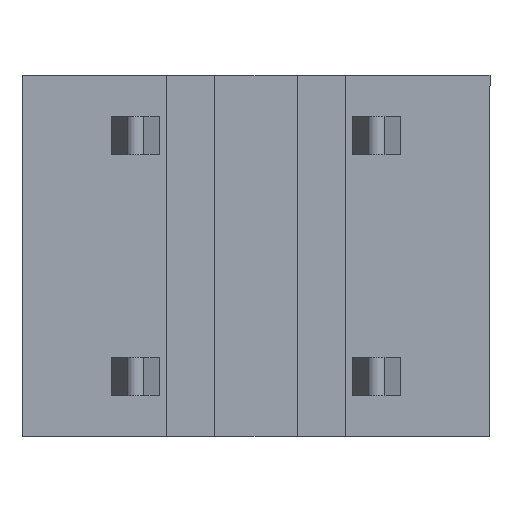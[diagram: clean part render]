
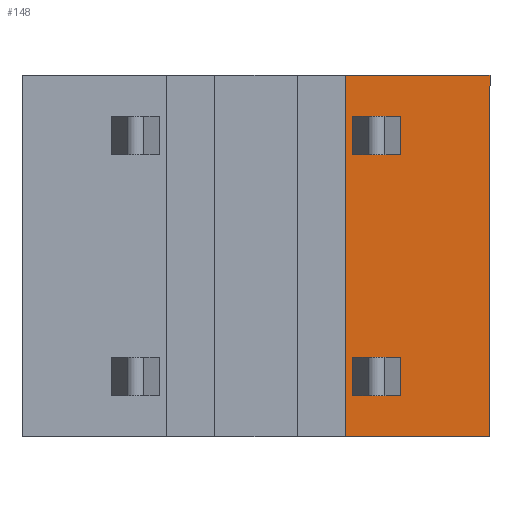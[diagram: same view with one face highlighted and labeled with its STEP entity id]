
A CAD part, front view. The second image highlights one B-rep face of the part: STEP entity #148.
In plain terms, the highlighted planar face has unit normal (0, -1, 0).
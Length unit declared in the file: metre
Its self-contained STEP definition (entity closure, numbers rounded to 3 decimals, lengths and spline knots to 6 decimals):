
#148=ADVANCED_FACE('',(#370,#371,#372),#373,.T.);
#370=FACE_OUTER_BOUND('',#674,.T.);
#371=FACE_BOUND('',#675,.T.);
#372=FACE_BOUND('',#676,.T.);
#373=PLANE('',#677);
#674=EDGE_LOOP('',(#1083,#1084,#1085,#1086));
#675=EDGE_LOOP('',(#1087,#1088,#1089,#1090));
#676=EDGE_LOOP('',(#1091,#1092,#1093,#1094));
#677=AXIS2_PLACEMENT_3D('',#1095,#1096,#1097);
#1083=ORIENTED_EDGE('',*,*,#1895,.F.);
#1084=ORIENTED_EDGE('',*,*,#1835,.T.);
#1085=ORIENTED_EDGE('',*,*,#1896,.F.);
#1086=ORIENTED_EDGE('',*,*,#1863,.T.);
#1087=ORIENTED_EDGE('',*,*,#1897,.T.);
#1088=ORIENTED_EDGE('',*,*,#1898,.F.);
#1089=ORIENTED_EDGE('',*,*,#1899,.T.);
#1090=ORIENTED_EDGE('',*,*,#1900,.T.);
#1091=ORIENTED_EDGE('',*,*,#1901,.T.);
#1092=ORIENTED_EDGE('',*,*,#1902,.T.);
#1093=ORIENTED_EDGE('',*,*,#1903,.F.);
#1094=ORIENTED_EDGE('',*,*,#1904,.T.);
#1095=CARTESIAN_POINT('',(0.0089,0.,-0.00831));
#1096=DIRECTION('',(0.,-1.0,0.));
#1097=DIRECTION('',(-1.0,0.,0.0));
#1835=EDGE_CURVE('',#2203,#2201,#2204,.T.);
#1863=EDGE_CURVE('',#2256,#2254,#2257,.T.);
#1895=EDGE_CURVE('',#2203,#2254,#2308,.T.);
#1896=EDGE_CURVE('',#2256,#2201,#2309,.T.);
#1897=EDGE_CURVE('',#2310,#2311,#2312,.T.);
#1898=EDGE_CURVE('',#2313,#2311,#2314,.T.);
#1899=EDGE_CURVE('',#2313,#2315,#2316,.T.);
#1900=EDGE_CURVE('',#2315,#2310,#2317,.T.);
#1901=EDGE_CURVE('',#2318,#2319,#2320,.T.);
#1902=EDGE_CURVE('',#2319,#2321,#2322,.T.);
#1903=EDGE_CURVE('',#2323,#2321,#2324,.T.);
#1904=EDGE_CURVE('',#2323,#2318,#2325,.T.);
#2201=VERTEX_POINT('',#2722);
#2203=VERTEX_POINT('',#2725);
#2204=LINE('',#2726,#2727);
#2254=VERTEX_POINT('',#2798);
#2256=VERTEX_POINT('',#2801);
#2257=LINE('',#2802,#2803);
#2308=LINE('',#2872,#2873);
#2309=LINE('',#2874,#2875);
#2310=VERTEX_POINT('',#2876);
#2311=VERTEX_POINT('',#2877);
#2312=LINE('',#2878,#2879);
#2313=VERTEX_POINT('',#2880);
#2314=LINE('',#2881,#2882);
#2315=VERTEX_POINT('',#2883);
#2316=LINE('',#2884,#2885);
#2317=LINE('',#2886,#2887);
#2318=VERTEX_POINT('',#2888);
#2319=VERTEX_POINT('',#2889);
#2320=LINE('',#2890,#2891);
#2321=VERTEX_POINT('',#2892);
#2322=LINE('',#2893,#2894);
#2323=VERTEX_POINT('',#2895);
#2324=LINE('',#2896,#2897);
#2325=LINE('',#2898,#2899);
#2722=CARTESIAN_POINT('',(0.0097,0.,-0.0075));
#2725=CARTESIAN_POINT('',(0.0067,0.,-0.0075));
#2726=CARTESIAN_POINT('',(0.0008,0.,-0.0075));
#2727=VECTOR('',#3384,1.0);
#2798=CARTESIAN_POINT('',(0.0067,0.,0.));
#2801=CARTESIAN_POINT('',(0.0097,0.,0.0));
#2802=CARTESIAN_POINT('',(0.0089,0.,0.0));
#2803=VECTOR('',#3419,1.0);
#2872=CARTESIAN_POINT('',(0.0067,0.,-0.0125));
#2873=VECTOR('',#3459,1.0);
#2874=CARTESIAN_POINT('',(0.0097,0.,0.00831));
#2875=VECTOR('',#3460,1.0);
#2876=CARTESIAN_POINT('',(0.00785,0.,-0.00585));
#2877=CARTESIAN_POINT('',(0.00785,0.,-0.00665));
#2878=CARTESIAN_POINT('',(0.00785,0.,-0.01831));
#2879=VECTOR('',#3461,1.0);
#2880=CARTESIAN_POINT('',(0.00685,0.,-0.00665));
#2881=CARTESIAN_POINT('',(0.00485,0.,-0.00665));
#2882=VECTOR('',#3462,1.0);
#2883=CARTESIAN_POINT('',(0.00685,0.,-0.00585));
#2884=CARTESIAN_POINT('',(0.00685,0.,-0.006651));
#2885=VECTOR('',#3463,1.0);
#2886=CARTESIAN_POINT('',(0.00485,0.,-0.00585));
#2887=VECTOR('',#3464,1.0);
#2888=CARTESIAN_POINT('',(0.00685,0.,-0.00085));
#2889=CARTESIAN_POINT('',(0.00785,0.,-0.00085));
#2890=CARTESIAN_POINT('',(0.00485,0.,-0.00085));
#2891=VECTOR('',#3465,1.0);
#2892=CARTESIAN_POINT('',(0.00785,0.,-0.00165));
#2893=CARTESIAN_POINT('',(0.00785,0.,-0.01831));
#2894=VECTOR('',#3466,1.0);
#2895=CARTESIAN_POINT('',(0.00685,0.,-0.00165));
#2896=CARTESIAN_POINT('',(0.00485,0.,-0.00165));
#2897=VECTOR('',#3467,1.0);
#2898=CARTESIAN_POINT('',(0.00685,0.,-0.001651));
#2899=VECTOR('',#3468,1.0);
#3384=DIRECTION('',(1.0,0.,0.));
#3419=DIRECTION('',(-1.0,0.,0.));
#3459=DIRECTION('',(0.,0.,1.0));
#3460=DIRECTION('',(0.,0.,-1.0));
#3461=DIRECTION('',(0.,0.,-1.0));
#3462=DIRECTION('',(1.0,0.,0.));
#3463=DIRECTION('',(0.,0.,1.0));
#3464=DIRECTION('',(1.0,0.,0.));
#3465=DIRECTION('',(1.0,0.,0.));
#3466=DIRECTION('',(0.,0.,-1.0));
#3467=DIRECTION('',(1.0,0.,0.));
#3468=DIRECTION('',(0.,0.,1.0));
